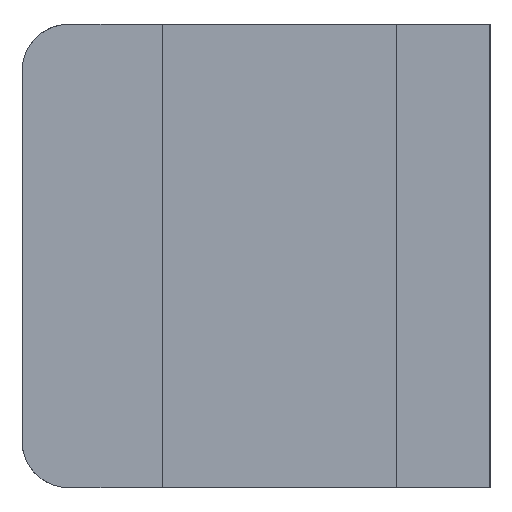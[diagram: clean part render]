
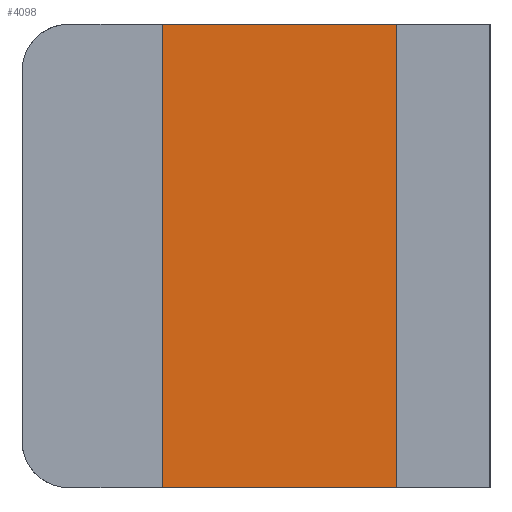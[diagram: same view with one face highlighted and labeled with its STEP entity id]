
A CAD part, left-side view. The second image highlights one B-rep face of the part: STEP entity #4098.
In plain terms, the highlighted planar face has unit normal (-1, 0, 0).
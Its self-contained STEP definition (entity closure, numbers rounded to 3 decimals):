
#10 = DIRECTION ( 'NONE',  ( 0., 0., -1. ) ) ;
#46 = EDGE_CURVE ( 'NONE', #289, #678, #1690, .T. ) ;
#238 = LINE ( 'NONE', #945, #1852 ) ;
#289 = VERTEX_POINT ( 'NONE', #4219 ) ;
#359 = ORIENTED_EDGE ( 'NONE', *, *, #997, .F. ) ;
#384 = DIRECTION ( 'NONE',  ( 0., 0., -1. ) ) ;
#513 = CARTESIAN_POINT ( 'NONE',  ( -0.825, 0.2, -0.495 ) ) ;
#678 = VERTEX_POINT ( 'NONE', #513 ) ;
#860 = ORIENTED_EDGE ( 'NONE', *, *, #5530, .T. ) ;
#945 = CARTESIAN_POINT ( 'NONE',  ( -0.825, 1., -0.495 ) ) ;
#997 = EDGE_CURVE ( 'NONE', #2723, #289, #4433, .T. ) ;
#998 = DIRECTION ( 'NONE',  ( 0., -1., 0. ) ) ;
#1360 = DIRECTION ( 'NONE',  ( 0., -1., 0. ) ) ;
#1536 = LINE ( 'NONE', #5552, #1608 ) ;
#1608 = VECTOR ( 'NONE', #3304, 1000. ) ;
#1611 = EDGE_LOOP ( 'NONE', ( #4151, #359, #4103, #860 ) ) ;
#1668 = AXIS2_PLACEMENT_3D ( 'NONE', #2973, #2484, #384 ) ;
#1690 = LINE ( 'NONE', #2547, #2837 ) ;
#1852 = VECTOR ( 'NONE', #1360, 1000. ) ;
#1864 = VECTOR ( 'NONE', #998, 1000. ) ;
#2342 = CARTESIAN_POINT ( 'NONE',  ( -0.825, 0.7, 0.495 ) ) ;
#2484 = DIRECTION ( 'NONE',  ( 1., 0., 0. ) ) ;
#2547 = CARTESIAN_POINT ( 'NONE',  ( -0.825, 0.2, 0.495 ) ) ;
#2723 = VERTEX_POINT ( 'NONE', #2342 ) ;
#2837 = VECTOR ( 'NONE', #10, 1000. ) ;
#2973 = CARTESIAN_POINT ( 'NONE',  ( -0.825, 1., 0.495 ) ) ;
#3304 = DIRECTION ( 'NONE',  ( 0., 0., 1. ) ) ;
#3549 = CARTESIAN_POINT ( 'NONE',  ( -0.825, 1., 0.495 ) ) ;
#3593 = EDGE_CURVE ( 'NONE', #5077, #2723, #1536, .T. ) ;
#4098 = ADVANCED_FACE ( 'NONE', ( #4744 ), #4232, .F. ) ;
#4103 = ORIENTED_EDGE ( 'NONE', *, *, #3593, .F. ) ;
#4151 = ORIENTED_EDGE ( 'NONE', *, *, #46, .F. ) ;
#4219 = CARTESIAN_POINT ( 'NONE',  ( -0.825, 0.2, 0.495 ) ) ;
#4232 = PLANE ( 'NONE',  #1668 ) ;
#4433 = LINE ( 'NONE', #3549, #1864 ) ;
#4744 = FACE_OUTER_BOUND ( 'NONE', #1611, .T. ) ;
#5077 = VERTEX_POINT ( 'NONE', #5434 ) ;
#5434 = CARTESIAN_POINT ( 'NONE',  ( -0.825, 0.7, -0.495 ) ) ;
#5530 = EDGE_CURVE ( 'NONE', #5077, #678, #238, .T. ) ;
#5552 = CARTESIAN_POINT ( 'NONE',  ( -0.825, 0.7, 0.495 ) ) ;
